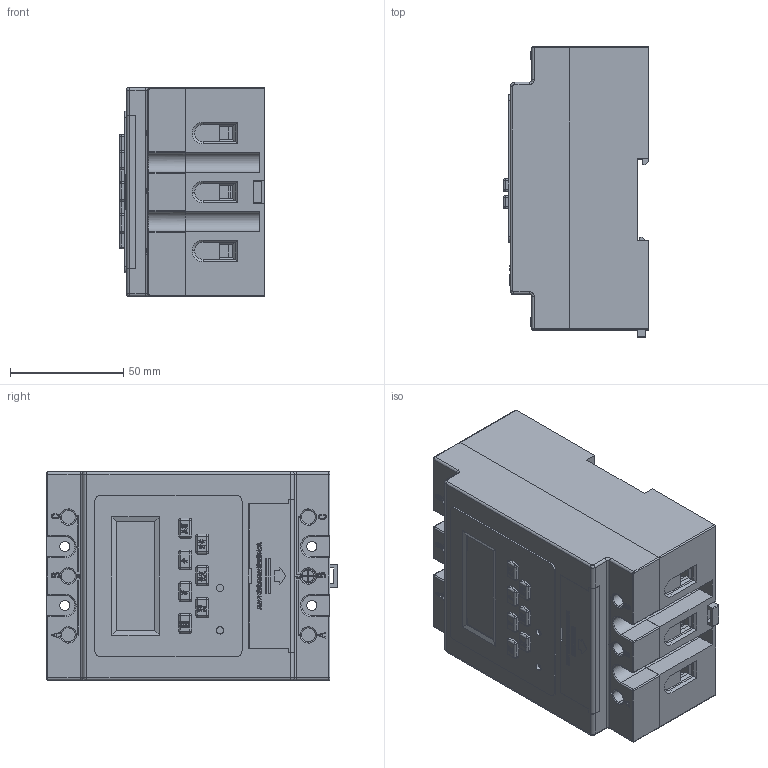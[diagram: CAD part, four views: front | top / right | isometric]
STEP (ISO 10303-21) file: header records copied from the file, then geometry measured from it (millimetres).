
FILE_DESCRIPTION (( 'STEP AP214' ), '1' );
FILE_NAME ('51KG317T.STEP', '2025-04-07T08:19:43', ( '' ), ( 'Microsoft' ), 'SwSTEP 2.0', 'SolidWorks 2014', '' );
FILE_SCHEMA (( 'AUTOMOTIVE_DESIGN' ));
Length unit declared in the file: millimetre
Products named in the file (17): 偌瑩; 珆尨そ; 陔奻裔; 奀諷羲壽; 諉盄翐; 曹揤ん; 俋褲1; 陔樟萇ん蚾饜; 盄繚啣; 樟萇ん; 51KG317T; 縐諶; 萇喀; 萇喀粟銅淏; 萇喀粟銅; 萇喀裔
Assembly tree (18 placements, depth 4):
  51KG317T
    奀諷羲壽
      陔樟萇ん蚾饜
        樟萇ん  x3
        盄繚啣
      俋褲1
      曹揤ん
      諉盄翐
    陔奻裔
      陔奻裔
      珆尨そ
      偌瑩
      萇喀裔
      萇喀粟銅
      萇喀粟銅淏
    萇喀
    縐諶
Bounding box: 64 x 128.25 x 92 mm (x, y, z)
Volume: 253349.1 mm3; surface area: 181360.4 mm2
Topology: 22 solids, 22 shells, 4813 faces, 13149 edges, 8493 vertices
Faces by surface type: plane 3042, bspline 1031, cylinder 636, cone 104
Entity records: 191195 total; most frequent: CARTESIAN_POINT 79410, ORIENTED_EDGE 25486, DIRECTION 18802, EDGE_CURVE 12743, LINE 9236, VECTOR 9236, VERTEX_POINT 8309, EDGE_LOOP 4982
